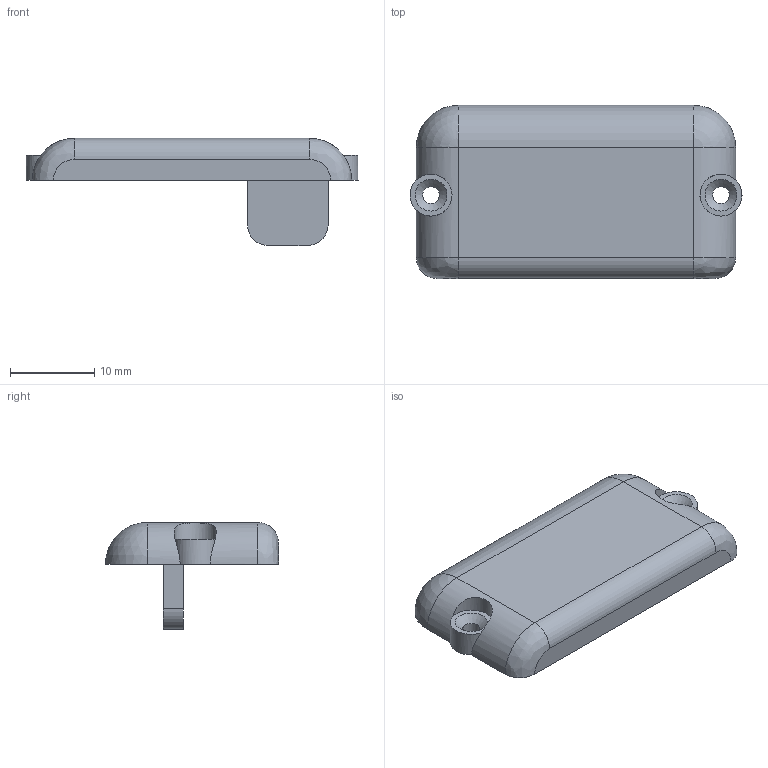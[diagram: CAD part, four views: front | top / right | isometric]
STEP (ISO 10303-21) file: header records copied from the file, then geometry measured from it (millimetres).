
FILE_DESCRIPTION((''),'2;1');
FILE_NAME('x-IMU Plastic Housing Lid.stp','2012-03-19T11:55:44',('Seb Madgwick'),(''),'Autodesk Inventor 2011','Autodesk Inventor 2011','');
FILE_SCHEMA(('AUTOMOTIVE_DESIGN { 1 0 10303 214 1 1 1 1 }'));
Length unit declared in the file: millimetre
Products named in the file (1): x-IMU Plastic Housing Lid
Bounding box: 39.5 x 20.6 x 12.75 mm (x, y, z)
Volume: 2069.3 mm3; surface area: 2373.3 mm2
Topology: 1 solids, 1 shells, 64 faces, 156 edges, 86 vertices
Faces by surface type: cylinder 31, plane 20, sphere 9, cone 2, bspline 2
Full cylindrical faces by diameter (mm): 2 x2
Entity records: 1946 total; most frequent: CARTESIAN_POINT 460, DIRECTION 326, ORIENTED_EDGE 286, EDGE_CURVE 143, AXIS2_PLACEMENT_3D 126, VERTEX_POINT 86, VECTOR 74, LINE 74
